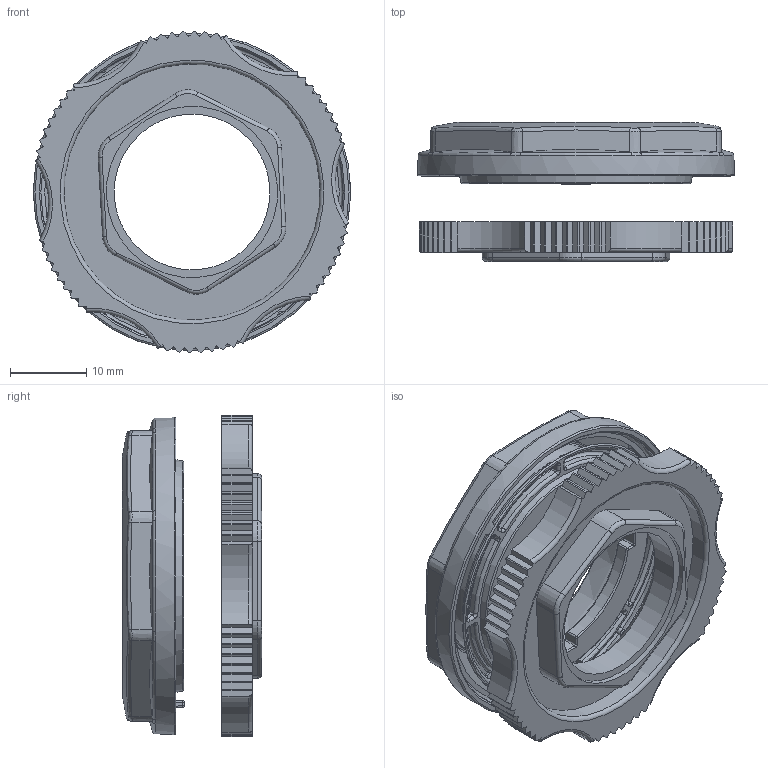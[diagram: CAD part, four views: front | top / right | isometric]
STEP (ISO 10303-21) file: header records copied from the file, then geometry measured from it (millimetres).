
FILE_DESCRIPTION(/* description */ (''),/* implementation_level */ '2;1');
FILE_NAME(/* name */ 'FILE_STP_CAD_DRAWING_3d_LPXA162_prt.stp',/* time_stamp */ '2021-11-23T15:06:49+01:00',/* author */ (''),/* organization */ (''),/* preprocessor_version */ 'ST-DEVELOPER v16.7',/* originating_system */ 'SIEMENS PLM Software NX 12.0',/* authorisation */ '');
FILE_SCHEMA (('AUTOMOTIVE_DESIGN { 1 0 10303 214 3 1 1 1 }'));
Length unit declared in the file: millimetre
Products named in the file (1): 3d_LPXA162
Bounding box: 41.49 x 18.2 x 42 mm (x, y, z)
Surface area: 7057.9 mm2 (no closed solid volume)
Topology: 0 solids, 2 shells, 512 faces, 1410 edges, 879 vertices
Faces by surface type: plane 166, cylinder 125, bspline 84, torus 81, cone 44, sphere 12
Full cylindrical faces by diameter (mm): 20.376 x1, 22.4 x1, 33.5 x1, 39.55 x1
Entity records: 19281 total; most frequent: CARTESIAN_POINT 7059, ORIENTED_EDGE 2598, DIRECTION 2427, EDGE_CURVE 1374, AXIS2_PLACEMENT_3D 936, VERTEX_POINT 871, LINE 555, VECTOR 555
